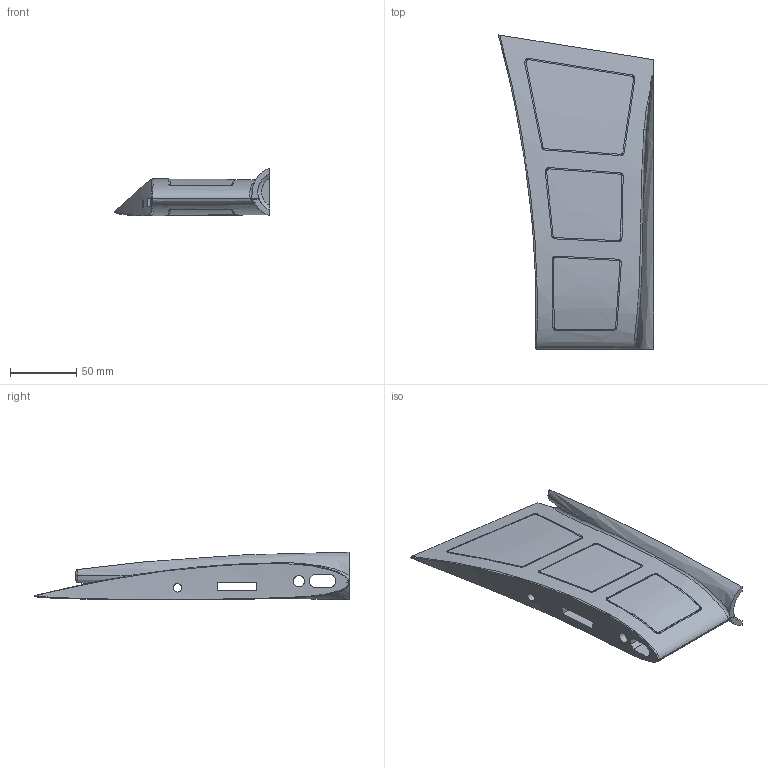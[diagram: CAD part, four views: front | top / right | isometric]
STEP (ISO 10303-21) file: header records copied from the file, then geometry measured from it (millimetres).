
FILE_DESCRIPTION(/* description */ (''),/* implementation_level */ '2;1');
FILE_NAME(/* name */ 'Wing L 1.step',/* time_stamp */ '2024-11-26T12:10:00+01:00',/* author */ (''),/* organization */ (''),/* preprocessor_version */ 'ST-DEVELOPER v20',/* originating_system */ 'Autodesk Translation Framework v13.20.0.188',/* authorisation */ '');
FILE_SCHEMA (('AUTOMOTIVE_DESIGN { 1 0 10303 214 3 1 1 }'));
Length unit declared in the file: millimetre
Products named in the file (1): Wing L 1
Bounding box: 117.56 x 238.01 x 36.11 mm (x, y, z)
Volume: 372123.3 mm3; surface area: 72840.8 mm2
Topology: 1 solids, 1 shells, 151 faces, 414 edges, 277 vertices
Faces by surface type: bspline 78, plane 69, cylinder 3, cone 1
Full cylindrical faces by diameter (mm): 6.35 x1, 8.45 x1
Entity records: 9713 total; most frequent: CARTESIAN_POINT 6549, ORIENTED_EDGE 828, EDGE_CURVE 414, DIRECTION 318, VERTEX_POINT 277, B_SPLINE_CURVE_WITH_KNOTS 259, EDGE_LOOP 171, FACE_OUTER_BOUND 151
